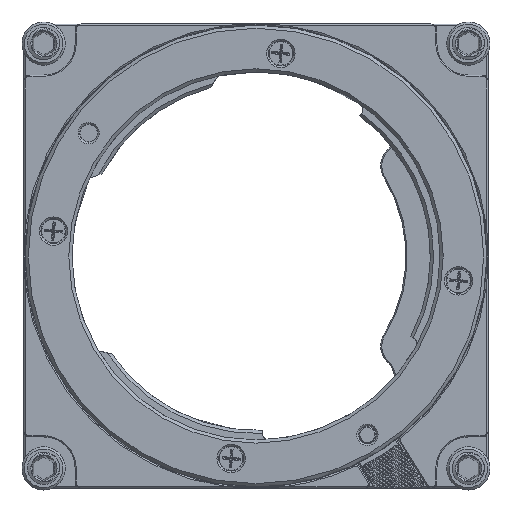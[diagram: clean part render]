
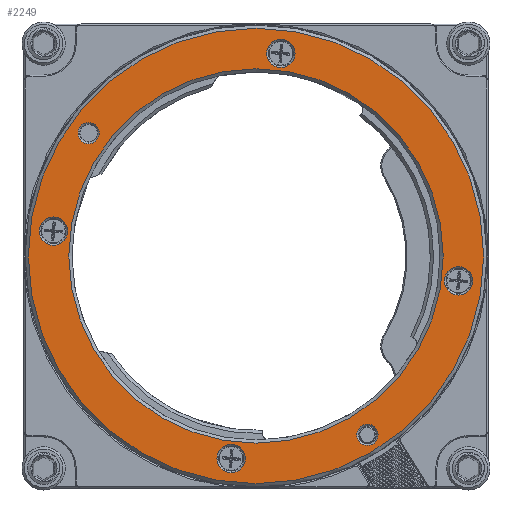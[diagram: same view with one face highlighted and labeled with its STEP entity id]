
A CAD part, top view. The second image highlights one B-rep face of the part: STEP entity #2249.
In plain terms, the highlighted planar face has unit normal (0, 0, 1).
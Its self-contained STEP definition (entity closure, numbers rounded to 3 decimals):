
#1031=FACE_BOUND('',#5606,.T.);
#1032=FACE_BOUND('',#5607,.T.);
#1033=FACE_BOUND('',#5608,.T.);
#1034=FACE_BOUND('',#5609,.T.);
#1035=FACE_BOUND('',#5610,.T.);
#1036=FACE_BOUND('',#5611,.T.);
#1037=FACE_BOUND('',#5612,.T.);
#1038=FACE_BOUND('',#5613,.T.);
#2249=ADVANCED_FACE('',(#1031,#1032,#1033,#1034,#1035,#1036,#1037,#1038),
#3236,.T.);
#3236=PLANE('',#19434);
#5606=EDGE_LOOP('',(#13114));
#5607=EDGE_LOOP('',(#13115));
#5608=EDGE_LOOP('',(#13116));
#5609=EDGE_LOOP('',(#13117));
#5610=EDGE_LOOP('',(#13118));
#5611=EDGE_LOOP('',(#13119));
#5612=EDGE_LOOP('',(#13120));
#5613=EDGE_LOOP('',(#13121));
#13114=ORIENTED_EDGE('',*,*,#17066,.T.);
#13115=ORIENTED_EDGE('',*,*,#17067,.T.);
#13116=ORIENTED_EDGE('',*,*,#17068,.T.);
#13117=ORIENTED_EDGE('',*,*,#17069,.T.);
#13118=ORIENTED_EDGE('',*,*,#17070,.T.);
#13119=ORIENTED_EDGE('',*,*,#17071,.T.);
#13120=ORIENTED_EDGE('',*,*,#17072,.T.);
#13121=ORIENTED_EDGE('',*,*,#17073,.T.);
#14800=VERTEX_POINT('',#30619);
#14801=VERTEX_POINT('',#30621);
#14802=VERTEX_POINT('',#30623);
#14803=VERTEX_POINT('',#30625);
#14804=VERTEX_POINT('',#30627);
#14805=VERTEX_POINT('',#30629);
#14806=VERTEX_POINT('',#30631);
#14807=VERTEX_POINT('',#30633);
#17066=EDGE_CURVE('',#14800,#14800,#17784,.T.);
#17067=EDGE_CURVE('',#14801,#14801,#17785,.T.);
#17068=EDGE_CURVE('',#14802,#14802,#17786,.T.);
#17069=EDGE_CURVE('',#14803,#14803,#17787,.T.);
#17070=EDGE_CURVE('',#14804,#14804,#17788,.T.);
#17071=EDGE_CURVE('',#14805,#14805,#17789,.T.);
#17072=EDGE_CURVE('',#14806,#14806,#17790,.T.);
#17073=EDGE_CURVE('',#14807,#14807,#17791,.T.);
#17784=CIRCLE('',#19426,1.8);
#17785=CIRCLE('',#19427,1.35);
#17786=CIRCLE('',#19428,1.8);
#17787=CIRCLE('',#19429,1.8);
#17788=CIRCLE('',#19430,1.8);
#17789=CIRCLE('',#19431,1.35);
#17790=CIRCLE('',#19432,28.95);
#17791=CIRCLE('',#19433,23.8);
#19426=AXIS2_PLACEMENT_3D('',#30618,#24285,#24286);
#19427=AXIS2_PLACEMENT_3D('',#30620,#24287,#24288);
#19428=AXIS2_PLACEMENT_3D('',#30622,#24289,#24290);
#19429=AXIS2_PLACEMENT_3D('',#30624,#24291,#24292);
#19430=AXIS2_PLACEMENT_3D('',#30626,#24293,#24294);
#19431=AXIS2_PLACEMENT_3D('',#30628,#24295,#24296);
#19432=AXIS2_PLACEMENT_3D('',#30630,#24297,#24298);
#19433=AXIS2_PLACEMENT_3D('',#30632,#24299,#24300);
#19434=AXIS2_PLACEMENT_3D('',#30634,#24301,#24302);
#24285=DIRECTION('',(0.,0.,-1.));
#24286=DIRECTION('',(1.,0.,0.));
#24287=DIRECTION('',(0.,0.,-1.));
#24288=DIRECTION('',(1.,0.,0.));
#24289=DIRECTION('',(0.,0.,-1.));
#24290=DIRECTION('',(1.,0.,0.));
#24291=DIRECTION('',(0.,0.,-1.));
#24292=DIRECTION('',(1.,0.,0.));
#24293=DIRECTION('',(0.,0.,-1.));
#24294=DIRECTION('',(1.,0.,0.));
#24295=DIRECTION('',(0.,0.,-1.));
#24296=DIRECTION('',(1.,0.,0.));
#24297=DIRECTION('',(0.,0.,1.));
#24298=DIRECTION('',(1.,0.,0.));
#24299=DIRECTION('',(0.,0.,-1.));
#24300=DIRECTION('',(1.,0.,0.));
#24301=DIRECTION('',(0.,0.,1.));
#24302=DIRECTION('',(1.,0.,0.));
#30618=CARTESIAN_POINT('',(-3.163,-25.757,2.55));
#30619=CARTESIAN_POINT('',(-1.363,-25.757,2.55));
#30620=CARTESIAN_POINT('',(-15.623,-21.281,2.55));
#30621=CARTESIAN_POINT('',(-14.273,-21.281,2.55));
#30622=CARTESIAN_POINT('',(-25.757,3.163,2.55));
#30623=CARTESIAN_POINT('',(-23.957,3.163,2.55));
#30624=CARTESIAN_POINT('',(3.163,25.757,2.55));
#30625=CARTESIAN_POINT('',(4.963,25.757,2.55));
#30626=CARTESIAN_POINT('',(25.757,-3.163,2.55));
#30627=CARTESIAN_POINT('',(27.557,-3.163,2.55));
#30628=CARTESIAN_POINT('',(22.752,14.164,2.55));
#30629=CARTESIAN_POINT('',(24.102,14.164,2.55));
#30630=CARTESIAN_POINT('',(0.,0.,2.55));
#30631=CARTESIAN_POINT('',(28.95,0.,2.55));
#30632=CARTESIAN_POINT('',(0.,0.,2.55));
#30633=CARTESIAN_POINT('',(23.8,0.,2.55));
#30634=CARTESIAN_POINT('',(12.878,-1.581,2.55));
